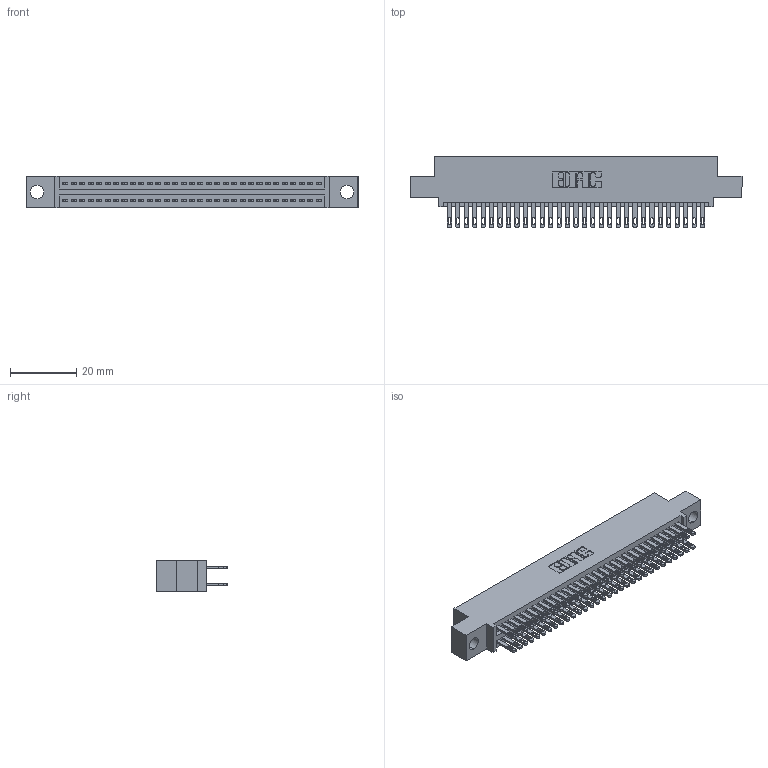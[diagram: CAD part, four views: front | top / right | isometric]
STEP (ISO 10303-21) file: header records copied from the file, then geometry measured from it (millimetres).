
FILE_DESCRIPTION (( 'STEP AP203' ), '1' );
FILE_NAME ('345-062-500-504.STEP', '2021-05-20T05:54:46', ( '' ), ( '' ), 'SwSTEP 2.0', 'SolidWorks 2020', '' );
FILE_SCHEMA (( 'CONFIG_CONTROL_DESIGN' ));
Length unit declared in the file: inch
Products named in the file (3): 345 Part_0.110 Offset - 0.156 Dia-TI; 345-062-500-504; 345-292-001_345-293-100
Assembly tree (63 placements, depth 2):
  345-062-500-504
    345 Part_0.110 Offset - 0.156 Dia-TI
    345-292-001_345-293-100  x62
Bounding box: 99.95 x 21.51 x 9.4 mm (x, y, z)
Volume: 9617.2 mm3; surface area: 14579.6 mm2
Topology: 63 solids, 63 shells, 2996 faces, 9131 edges, 6086 vertices
Faces by surface type: plane 1772, cylinder 1224
Entity records: 26285 total; most frequent: CARTESIAN_POINT 4422, ORIENTED_EDGE 4354, DIRECTION 3913, EDGE_CURVE 2177, VECTOR 1917, LINE 1917, VERTEX_POINT 1450, AXIS2_PLACEMENT_3D 998
